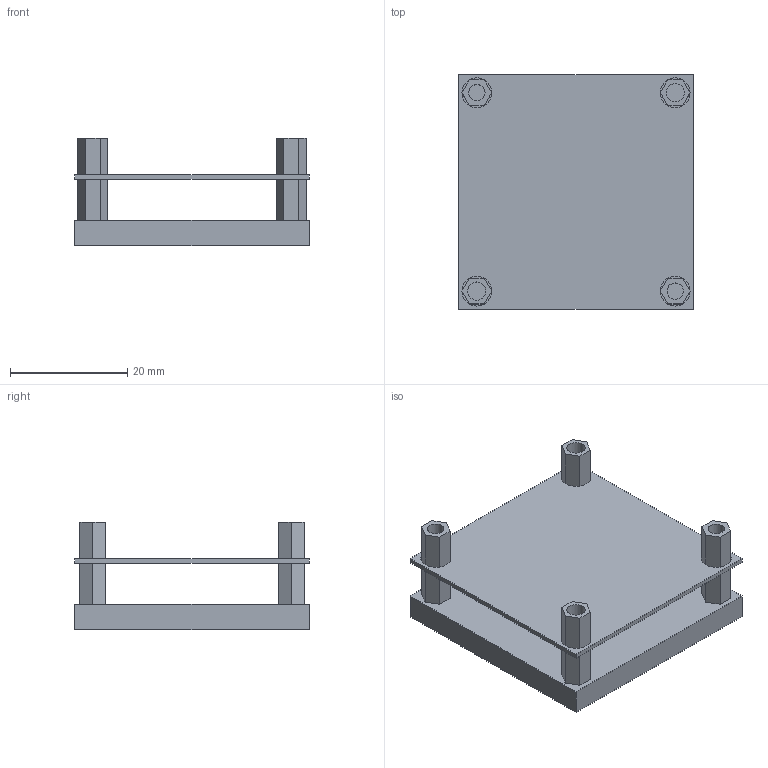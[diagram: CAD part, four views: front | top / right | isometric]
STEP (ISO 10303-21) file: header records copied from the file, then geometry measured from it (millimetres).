
FILE_DESCRIPTION(/* description */ ('STEP AP214'),/* implementation_level */ '2;1');
FILE_NAME(/* name */ 'EPM_V3_Model v1.step',/* time_stamp */ '2025-08-04T15:02:21-04:00',/* author */ (''),/* organization */ (''),/* preprocessor_version */ 'ST-DEVELOPER v20.1',/* originating_system */ 'Autodesk Translation Framework v14.10.0.0',/* authorisation */ '');
FILE_SCHEMA (('AUTOMOTIVE_DESIGN { 1 0 10303 214 3 1 1 }'));
Length unit declared in the file: millimetre
Products named in the file (1): EPM_V3_R5C_Drwaing
Bounding box: 40 x 40 x 18.3 mm (x, y, z)
Volume: 8652.3 mm3; surface area: 8555.6 mm2
Topology: 6 solids, 6 shells, 52 faces, 120 edges, 80 vertices
Faces by surface type: plane 44, cylinder 8
Full cylindrical faces by diameter (mm): 2.768 x1, 2.8 x1, 3.1 x2, 5.081 x4
Entity records: 1600 total; most frequent: CARTESIAN_POINT 253, DIRECTION 242, ORIENTED_EDGE 240, EDGE_CURVE 120, LINE 104, VECTOR 104, VERTEX_POINT 80, AXIS2_PLACEMENT_3D 69
